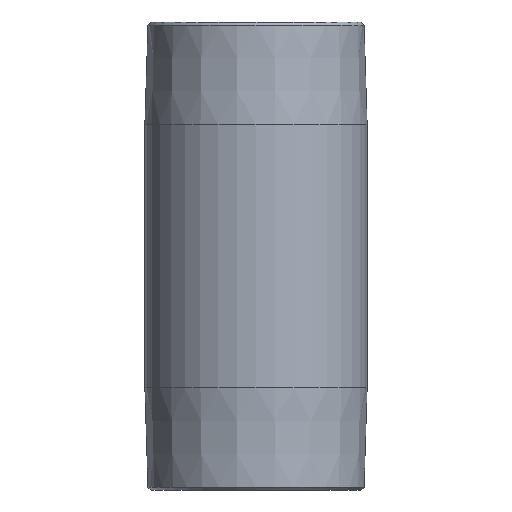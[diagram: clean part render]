
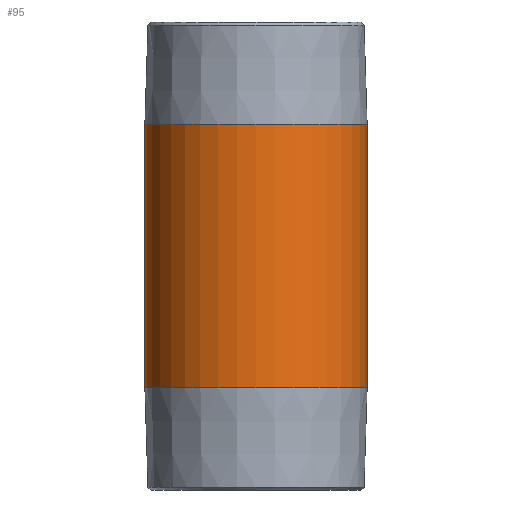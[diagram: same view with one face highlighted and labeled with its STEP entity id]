
A CAD part, front view. The second image highlights one B-rep face of the part: STEP entity #95.
In plain terms, the highlighted cylindrical face has radius 24.13 mm (diameter 48.26 mm), a partial arc.
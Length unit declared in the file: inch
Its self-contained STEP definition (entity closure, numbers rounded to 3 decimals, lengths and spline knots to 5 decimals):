
#3 = LINE ( 'NONE', #46, #138 ) ;
#10 = DIRECTION ( 'NONE',  ( -1., 0., 0. ) ) ;
#46 = CARTESIAN_POINT ( 'NONE',  ( -0.95, 0., 4. ) ) ;
#63 = DIRECTION ( 'NONE',  ( 0., 0., -1. ) ) ;
#80 = CYLINDRICAL_SURFACE ( 'NONE', #538, 0.95 ) ;
#81 = CARTESIAN_POINT ( 'NONE',  ( 0.95, 0., 3.125 ) ) ;
#91 = CIRCLE ( 'NONE', #168, 0.95 ) ;
#95 = ADVANCED_FACE ( 'NONE', ( #386 ), #80, .T. ) ;
#104 = CARTESIAN_POINT ( 'NONE',  ( -0.95, 0., 3.125 ) ) ;
#106 = CARTESIAN_POINT ( 'NONE',  ( 0., 0., 0.875 ) ) ;
#110 = ORIENTED_EDGE ( 'NONE', *, *, #547, .F. ) ;
#120 = VERTEX_POINT ( 'NONE', #81 ) ;
#121 = EDGE_CURVE ( 'NONE', #120, #443, #215, .T. ) ;
#138 = VECTOR ( 'NONE', #303, 39.37008 ) ;
#163 = VERTEX_POINT ( 'NONE', #515 ) ;
#168 = AXIS2_PLACEMENT_3D ( 'NONE', #106, #178, #438 ) ;
#178 = DIRECTION ( 'NONE',  ( 0., 0., -1. ) ) ;
#183 = CARTESIAN_POINT ( 'NONE',  ( 0., 0., 3.125 ) ) ;
#207 = EDGE_CURVE ( 'NONE', #407, #163, #3, .T. ) ;
#215 = LINE ( 'NONE', #220, #528 ) ;
#220 = CARTESIAN_POINT ( 'NONE',  ( 0.95, 0., 4. ) ) ;
#240 = ORIENTED_EDGE ( 'NONE', *, *, #552, .T. ) ;
#245 = CIRCLE ( 'NONE', #315, 0.95 ) ;
#255 = ORIENTED_EDGE ( 'NONE', *, *, #121, .F. ) ;
#264 = CARTESIAN_POINT ( 'NONE',  ( 0., 0., 4. ) ) ;
#301 = DIRECTION ( 'NONE',  ( -1., 0., 0. ) ) ;
#303 = DIRECTION ( 'NONE',  ( 0., 0., -1. ) ) ;
#315 = AXIS2_PLACEMENT_3D ( 'NONE', #183, #63, #10 ) ;
#384 = DIRECTION ( 'NONE',  ( 0., 0., -1. ) ) ;
#386 = FACE_OUTER_BOUND ( 'NONE', #527, .T. ) ;
#407 = VERTEX_POINT ( 'NONE', #104 ) ;
#438 = DIRECTION ( 'NONE',  ( -1., 0., 0. ) ) ;
#443 = VERTEX_POINT ( 'NONE', #539 ) ;
#501 = ORIENTED_EDGE ( 'NONE', *, *, #207, .T. ) ;
#513 = DIRECTION ( 'NONE',  ( 0., 0., -1. ) ) ;
#515 = CARTESIAN_POINT ( 'NONE',  ( -0.95, 0., 0.875 ) ) ;
#527 = EDGE_LOOP ( 'NONE', ( #255, #240, #501, #110 ) ) ;
#528 = VECTOR ( 'NONE', #513, 39.37008 ) ;
#538 = AXIS2_PLACEMENT_3D ( 'NONE', #264, #384, #301 ) ;
#539 = CARTESIAN_POINT ( 'NONE',  ( 0.95, 0., 0.875 ) ) ;
#547 = EDGE_CURVE ( 'NONE', #443, #163, #91, .T. ) ;
#552 = EDGE_CURVE ( 'NONE', #120, #407, #245, .T. ) ;
